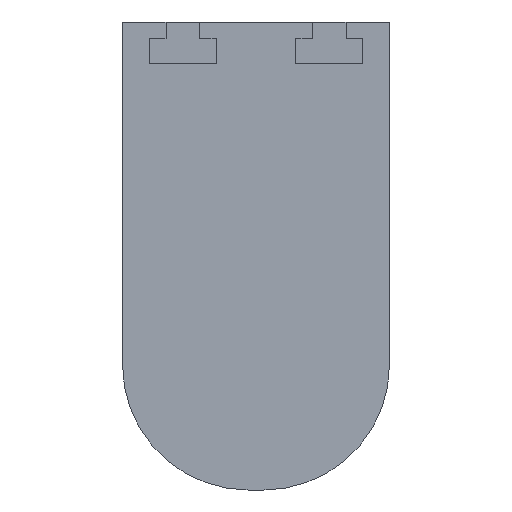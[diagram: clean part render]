
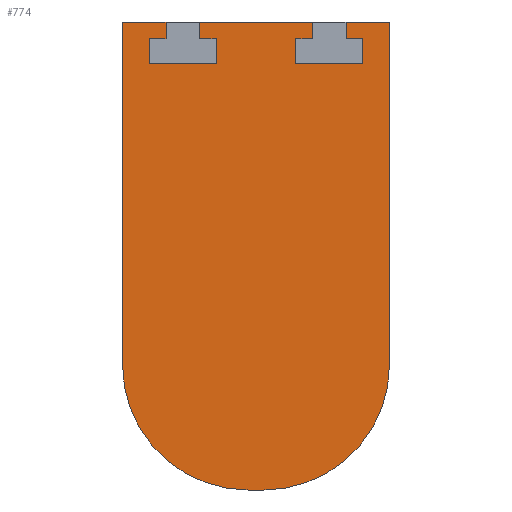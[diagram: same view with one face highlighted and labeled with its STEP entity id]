
A CAD part, front view. The second image highlights one B-rep face of the part: STEP entity #774.
In plain terms, the highlighted planar face has unit normal (0, -1, 0).
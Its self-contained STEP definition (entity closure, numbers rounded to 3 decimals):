
#18=CIRCLE('',#827,15.);
#19=CIRCLE('',#828,15.);
#30=FACE_OUTER_BOUND('',#68,.T.);
#68=EDGE_LOOP('',(#544,#545,#546,#547,#548,#549,#550,#551,#552,#553,#554,
#555,#556,#557,#558,#559,#560,#561,#562,#563,#564,#565));
#103=LINE('',#1067,#212);
#105=LINE('',#1072,#214);
#109=LINE('',#1079,#218);
#112=LINE('',#1085,#221);
#115=LINE('',#1091,#224);
#119=LINE('',#1099,#228);
#123=LINE('',#1106,#232);
#126=LINE('',#1112,#235);
#127=LINE('',#1114,#236);
#128=LINE('',#1116,#237);
#129=LINE('',#1118,#238);
#130=LINE('',#1120,#239);
#131=LINE('',#1122,#240);
#132=LINE('',#1124,#241);
#133=LINE('',#1126,#242);
#134=LINE('',#1128,#243);
#135=LINE('',#1130,#244);
#136=LINE('',#1134,#245);
#137=LINE('',#1138,#246);
#138=LINE('',#1139,#247);
#212=VECTOR('',#868,10.);
#214=VECTOR('',#872,10.);
#218=VECTOR('',#878,10.);
#221=VECTOR('',#883,10.);
#224=VECTOR('',#888,10.);
#228=VECTOR('',#894,10.);
#232=VECTOR('',#900,10.);
#235=VECTOR('',#907,10.);
#236=VECTOR('',#908,10.);
#237=VECTOR('',#909,10.);
#238=VECTOR('',#910,10.);
#239=VECTOR('',#911,10.);
#240=VECTOR('',#912,10.);
#241=VECTOR('',#913,10.);
#242=VECTOR('',#914,10.);
#243=VECTOR('',#915,10.);
#244=VECTOR('',#916,10.);
#245=VECTOR('',#919,10.);
#246=VECTOR('',#922,10.);
#247=VECTOR('',#923,10.);
#321=VERTEX_POINT('',#1064);
#322=VERTEX_POINT('',#1066);
#323=VERTEX_POINT('',#1070);
#324=VERTEX_POINT('',#1071);
#328=VERTEX_POINT('',#1084);
#330=VERTEX_POINT('',#1090);
#333=VERTEX_POINT('',#1097);
#334=VERTEX_POINT('',#1102);
#336=VERTEX_POINT('',#1111);
#337=VERTEX_POINT('',#1113);
#338=VERTEX_POINT('',#1115);
#339=VERTEX_POINT('',#1117);
#340=VERTEX_POINT('',#1119);
#341=VERTEX_POINT('',#1121);
#342=VERTEX_POINT('',#1123);
#343=VERTEX_POINT('',#1125);
#344=VERTEX_POINT('',#1127);
#345=VERTEX_POINT('',#1129);
#346=VERTEX_POINT('',#1131);
#347=VERTEX_POINT('',#1133);
#348=VERTEX_POINT('',#1135);
#349=VERTEX_POINT('',#1137);
#395=EDGE_CURVE('',#321,#322,#103,.T.);
#397=EDGE_CURVE('',#323,#324,#105,.T.);
#401=EDGE_CURVE('',#322,#323,#109,.T.);
#404=EDGE_CURVE('',#328,#321,#112,.T.);
#407=EDGE_CURVE('',#330,#328,#115,.T.);
#411=EDGE_CURVE('',#333,#330,#119,.T.);
#415=EDGE_CURVE('',#324,#334,#123,.T.);
#418=EDGE_CURVE('',#336,#333,#126,.T.);
#419=EDGE_CURVE('',#336,#337,#127,.T.);
#420=EDGE_CURVE('',#337,#338,#128,.T.);
#421=EDGE_CURVE('',#338,#339,#129,.T.);
#422=EDGE_CURVE('',#340,#339,#130,.T.);
#423=EDGE_CURVE('',#340,#341,#131,.T.);
#424=EDGE_CURVE('',#341,#342,#132,.T.);
#425=EDGE_CURVE('',#342,#343,#133,.T.);
#426=EDGE_CURVE('',#344,#343,#134,.T.);
#427=EDGE_CURVE('',#345,#344,#135,.T.);
#428=EDGE_CURVE('',#346,#345,#18,.T.);
#429=EDGE_CURVE('',#347,#346,#136,.T.);
#430=EDGE_CURVE('',#348,#347,#19,.T.);
#431=EDGE_CURVE('',#349,#348,#137,.T.);
#432=EDGE_CURVE('',#334,#349,#138,.T.);
#544=ORIENTED_EDGE('',*,*,#415,.F.);
#545=ORIENTED_EDGE('',*,*,#397,.F.);
#546=ORIENTED_EDGE('',*,*,#401,.F.);
#547=ORIENTED_EDGE('',*,*,#395,.F.);
#548=ORIENTED_EDGE('',*,*,#404,.F.);
#549=ORIENTED_EDGE('',*,*,#407,.F.);
#550=ORIENTED_EDGE('',*,*,#411,.F.);
#551=ORIENTED_EDGE('',*,*,#418,.F.);
#552=ORIENTED_EDGE('',*,*,#419,.T.);
#553=ORIENTED_EDGE('',*,*,#420,.T.);
#554=ORIENTED_EDGE('',*,*,#421,.T.);
#555=ORIENTED_EDGE('',*,*,#422,.F.);
#556=ORIENTED_EDGE('',*,*,#423,.T.);
#557=ORIENTED_EDGE('',*,*,#424,.T.);
#558=ORIENTED_EDGE('',*,*,#425,.T.);
#559=ORIENTED_EDGE('',*,*,#426,.F.);
#560=ORIENTED_EDGE('',*,*,#427,.F.);
#561=ORIENTED_EDGE('',*,*,#428,.F.);
#562=ORIENTED_EDGE('',*,*,#429,.F.);
#563=ORIENTED_EDGE('',*,*,#430,.F.);
#564=ORIENTED_EDGE('',*,*,#431,.F.);
#565=ORIENTED_EDGE('',*,*,#432,.F.);
#738=PLANE('',#826);
#774=ADVANCED_FACE('',(#30),#738,.F.);
#826=AXIS2_PLACEMENT_3D('',#1110,#905,#906);
#827=AXIS2_PLACEMENT_3D('',#1132,#917,#918);
#828=AXIS2_PLACEMENT_3D('',#1136,#920,#921);
#868=DIRECTION('',(1.,0.,0.));
#872=DIRECTION('',(-1.,0.,0.));
#878=DIRECTION('',(0.,0.,1.));
#883=DIRECTION('',(0.,0.,-1.));
#888=DIRECTION('',(-1.,0.,0.));
#894=DIRECTION('',(0.,0.,-1.));
#900=DIRECTION('',(0.,0.,1.));
#905=DIRECTION('center_axis',(0.,1.,0.));
#906=DIRECTION('ref_axis',(1.,0.,0.));
#907=DIRECTION('',(1.,0.,0.));
#908=DIRECTION('',(0.,0.,-1.));
#909=DIRECTION('',(1.,0.,0.));
#910=DIRECTION('',(0.,0.,-1.));
#911=DIRECTION('',(1.,0.,0.));
#912=DIRECTION('',(0.,0.,1.));
#913=DIRECTION('',(1.,0.,0.));
#914=DIRECTION('',(0.,0.,1.));
#915=DIRECTION('',(1.,0.,0.));
#916=DIRECTION('',(0.,0.,1.));
#917=DIRECTION('center_axis',(0.,1.,0.));
#918=DIRECTION('ref_axis',(0.,0.,-1.));
#919=DIRECTION('',(-1.,0.,0.));
#920=DIRECTION('center_axis',(0.,1.,0.));
#921=DIRECTION('ref_axis',(1.,0.,0.));
#922=DIRECTION('',(0.,0.,-1.));
#923=DIRECTION('',(1.,0.,0.));
#1064=CARTESIAN_POINT('',(4.75,0.,22.95));
#1066=CARTESIAN_POINT('',(12.75,0.,22.95));
#1067=CARTESIAN_POINT('',(2.375,0.,22.95));
#1070=CARTESIAN_POINT('',(12.75,0.,25.95));
#1071=CARTESIAN_POINT('',(10.75,0.,25.95));
#1072=CARTESIAN_POINT('',(6.375,0.,25.95));
#1079=CARTESIAN_POINT('',(12.75,0.,24.2));
#1084=CARTESIAN_POINT('',(4.75,0.,25.95));
#1085=CARTESIAN_POINT('',(4.75,0.,25.7));
#1090=CARTESIAN_POINT('',(6.75,0.,25.95));
#1091=CARTESIAN_POINT('',(3.375,0.,25.95));
#1097=CARTESIAN_POINT('',(6.75,0.,27.95));
#1099=CARTESIAN_POINT('',(6.75,0.,30.519));
#1102=CARTESIAN_POINT('',(10.75,0.,27.95));
#1106=CARTESIAN_POINT('',(10.75,0.,25.7));
#1110=CARTESIAN_POINT('Origin',(0.,0.,25.45));
#1111=CARTESIAN_POINT('',(-6.75,0.,27.95));
#1112=CARTESIAN_POINT('',(-15.95,0.,27.95));
#1113=CARTESIAN_POINT('',(-6.75,0.,25.95));
#1114=CARTESIAN_POINT('',(-6.75,0.,30.519));
#1115=CARTESIAN_POINT('',(-4.75,0.,25.95));
#1116=CARTESIAN_POINT('',(-3.375,0.,25.95));
#1117=CARTESIAN_POINT('',(-4.75,0.,22.95));
#1118=CARTESIAN_POINT('',(-4.75,0.,25.7));
#1119=CARTESIAN_POINT('',(-12.75,0.,22.95));
#1120=CARTESIAN_POINT('',(7.975,0.,22.95));
#1121=CARTESIAN_POINT('',(-12.75,0.,25.95));
#1122=CARTESIAN_POINT('',(-12.75,0.,24.2));
#1123=CARTESIAN_POINT('',(-10.75,0.,25.95));
#1124=CARTESIAN_POINT('',(-6.375,0.,25.95));
#1125=CARTESIAN_POINT('',(-10.75,0.,27.95));
#1126=CARTESIAN_POINT('',(-10.75,0.,25.7));
#1127=CARTESIAN_POINT('',(-15.95,0.,27.95));
#1128=CARTESIAN_POINT('',(-15.95,0.,27.95));
#1129=CARTESIAN_POINT('',(-15.95,0.,-12.95));
#1130=CARTESIAN_POINT('',(-15.95,0.,22.95));
#1131=CARTESIAN_POINT('',(-0.95,0.,-27.95));
#1132=CARTESIAN_POINT('Origin',(-0.95,0.,-12.95));
#1133=CARTESIAN_POINT('',(0.95,0.,-27.95));
#1134=CARTESIAN_POINT('',(0.95,0.,-27.95));
#1135=CARTESIAN_POINT('',(15.95,0.,-12.95));
#1136=CARTESIAN_POINT('Origin',(0.95,0.,-12.95));
#1137=CARTESIAN_POINT('',(15.95,0.,27.95));
#1138=CARTESIAN_POINT('',(15.95,0.,27.95));
#1139=CARTESIAN_POINT('',(-15.95,0.,27.95));
